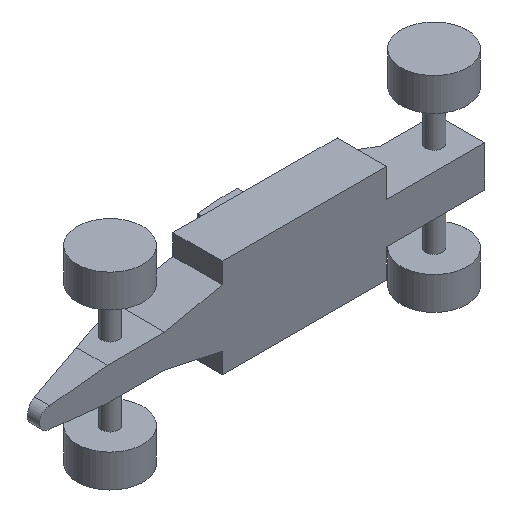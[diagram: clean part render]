
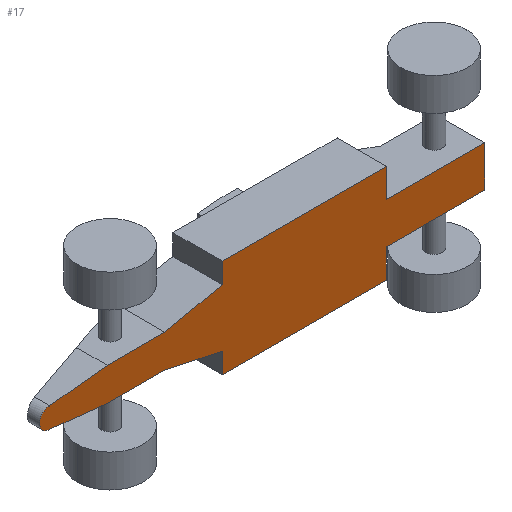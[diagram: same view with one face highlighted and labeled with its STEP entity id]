
A CAD part, isometric view. The second image highlights one B-rep face of the part: STEP entity #17.
In plain terms, the highlighted free-form (B-spline) face has degree [1, 1] with [2, 2] control points.
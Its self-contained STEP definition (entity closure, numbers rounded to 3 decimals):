
#17 = ADVANCED_FACE('',(#18),#135,.F.);
#18 = FACE_BOUND('',#19,.F.);
#19 = EDGE_LOOP('',(#20,#29,#36,#43,#50,#60,#67,#74,#81,#88,#95,#102,
    #109,#116,#123,#130));
#20 = ORIENTED_EDGE('',*,*,#21,.F.);
#21 = EDGE_CURVE('',#22,#24,#26,.T.);
#22 = VERTEX_POINT('',#23);
#23 = CARTESIAN_POINT('',(0.,0.,-186.986));
#24 = VERTEX_POINT('',#25);
#25 = CARTESIAN_POINT('',(0.,0.,-320.548));
#26 = B_SPLINE_CURVE_WITH_KNOTS('',1,(#27,#28),.UNSPECIFIED.,.F.,.F.,(2,
    2),(0.,125.),.PIECEWISE_BEZIER_KNOTS.);
#27 = CARTESIAN_POINT('',(0.,0.,-186.986));
#28 = CARTESIAN_POINT('',(0.,0.,-320.548));
#29 = ORIENTED_EDGE('',*,*,#30,.F.);
#30 = EDGE_CURVE('',#31,#22,#33,.T.);
#31 = VERTEX_POINT('',#32);
#32 = CARTESIAN_POINT('',(-373.972,0.,-106.849));
#33 = B_SPLINE_CURVE_WITH_KNOTS('',1,(#34,#35),.UNSPECIFIED.,.F.,.F.,(2,
    2),(0.,357.946),.PIECEWISE_BEZIER_KNOTS.);
#34 = CARTESIAN_POINT('',(-373.972,0.,-106.849));
#35 = CARTESIAN_POINT('',(0.,0.,-186.986));
#36 = ORIENTED_EDGE('',*,*,#37,.F.);
#37 = EDGE_CURVE('',#38,#31,#40,.T.);
#38 = VERTEX_POINT('',#39);
#39 = CARTESIAN_POINT('',(-747.945,0.,-106.849));
#40 = B_SPLINE_CURVE_WITH_KNOTS('',1,(#41,#42),.UNSPECIFIED.,.F.,.F.,(2,
    2),(0.,350.),.PIECEWISE_BEZIER_KNOTS.);
#41 = CARTESIAN_POINT('',(-747.945,0.,-106.849));
#42 = CARTESIAN_POINT('',(-373.972,0.,-106.849));
#43 = ORIENTED_EDGE('',*,*,#44,.T.);
#44 = EDGE_CURVE('',#38,#45,#47,.T.);
#45 = VERTEX_POINT('',#46);
#46 = CARTESIAN_POINT('',(-1121.917,0.,-66.781));
#47 = B_SPLINE_CURVE_WITH_KNOTS('',1,(#48,#49),.UNSPECIFIED.,.F.,.F.,(2,
    2),(0.,352.003),.PIECEWISE_BEZIER_KNOTS.);
#48 = CARTESIAN_POINT('',(-747.945,0.,-106.849));
#49 = CARTESIAN_POINT('',(-1121.917,0.,-66.781));
#50 = ORIENTED_EDGE('',*,*,#51,.T.);
#51 = EDGE_CURVE('',#45,#52,#54,.T.);
#52 = VERTEX_POINT('',#53);
#53 = CARTESIAN_POINT('',(-1121.917,0.,66.781));
#54 = ( BOUNDED_CURVE() B_SPLINE_CURVE(2,(#55,#56,#57,#58,#59),
.UNSPECIFIED.,.F.,.F.) B_SPLINE_CURVE_WITH_KNOTS((3,2,3),(0.,
1.571,3.142),.PIECEWISE_BEZIER_KNOTS.) CURVE() 
GEOMETRIC_REPRESENTATION_ITEM() RATIONAL_B_SPLINE_CURVE((1.,
0.707,1.,0.707,1.)) REPRESENTATION_ITEM('') );
#55 = CARTESIAN_POINT('',(-1121.917,0.,-66.781));
#56 = CARTESIAN_POINT('',(-1188.698,0.,-66.781));
#57 = CARTESIAN_POINT('',(-1188.698,0.,0.));
#58 = CARTESIAN_POINT('',(-1188.698,0.,66.781));
#59 = CARTESIAN_POINT('',(-1121.917,0.,66.781));
#60 = ORIENTED_EDGE('',*,*,#61,.T.);
#61 = EDGE_CURVE('',#52,#62,#64,.T.);
#62 = VERTEX_POINT('',#63);
#63 = CARTESIAN_POINT('',(-747.945,0.,106.849));
#64 = B_SPLINE_CURVE_WITH_KNOTS('',1,(#65,#66),.UNSPECIFIED.,.F.,.F.,(2,
    2),(0.,352.003),.PIECEWISE_BEZIER_KNOTS.);
#65 = CARTESIAN_POINT('',(-1121.917,0.,66.781));
#66 = CARTESIAN_POINT('',(-747.945,0.,106.849));
#67 = ORIENTED_EDGE('',*,*,#68,.T.);
#68 = EDGE_CURVE('',#62,#69,#71,.T.);
#69 = VERTEX_POINT('',#70);
#70 = CARTESIAN_POINT('',(-373.972,0.,106.849));
#71 = B_SPLINE_CURVE_WITH_KNOTS('',1,(#72,#73),.UNSPECIFIED.,.F.,.F.,(2,
    2),(0.,350.),.PIECEWISE_BEZIER_KNOTS.);
#72 = CARTESIAN_POINT('',(-747.945,0.,106.849));
#73 = CARTESIAN_POINT('',(-373.972,0.,106.849));
#74 = ORIENTED_EDGE('',*,*,#75,.F.);
#75 = EDGE_CURVE('',#76,#69,#78,.T.);
#76 = VERTEX_POINT('',#77);
#77 = CARTESIAN_POINT('',(0.,0.,186.986));
#78 = B_SPLINE_CURVE_WITH_KNOTS('',1,(#79,#80),.UNSPECIFIED.,.F.,.F.,(2,
    2),(0.,357.946),.PIECEWISE_BEZIER_KNOTS.);
#79 = CARTESIAN_POINT('',(0.,0.,186.986));
#80 = CARTESIAN_POINT('',(-373.972,0.,106.849));
#81 = ORIENTED_EDGE('',*,*,#82,.F.);
#82 = EDGE_CURVE('',#83,#76,#85,.T.);
#83 = VERTEX_POINT('',#84);
#84 = CARTESIAN_POINT('',(0.,0.,320.548));
#85 = B_SPLINE_CURVE_WITH_KNOTS('',1,(#86,#87),.UNSPECIFIED.,.F.,.F.,(2,
    2),(0.,125.),.PIECEWISE_BEZIER_KNOTS.);
#86 = CARTESIAN_POINT('',(0.,0.,320.548));
#87 = CARTESIAN_POINT('',(0.,0.,186.986));
#88 = ORIENTED_EDGE('',*,*,#89,.T.);
#89 = EDGE_CURVE('',#83,#90,#92,.T.);
#90 = VERTEX_POINT('',#91);
#91 = CARTESIAN_POINT('',(1068.492,0.,320.548));
#92 = B_SPLINE_CURVE_WITH_KNOTS('',1,(#93,#94),.UNSPECIFIED.,.F.,.F.,(2,
    2),(0.,1000.),.PIECEWISE_BEZIER_KNOTS.);
#93 = CARTESIAN_POINT('',(0.,0.,320.548));
#94 = CARTESIAN_POINT('',(1068.492,0.,320.548));
#95 = ORIENTED_EDGE('',*,*,#96,.T.);
#96 = EDGE_CURVE('',#90,#97,#99,.T.);
#97 = VERTEX_POINT('',#98);
#98 = CARTESIAN_POINT('',(1068.492,0.,133.562));
#99 = B_SPLINE_CURVE_WITH_KNOTS('',1,(#100,#101),.UNSPECIFIED.,.F.,.F.,(
    2,2),(0.,175.),.PIECEWISE_BEZIER_KNOTS.);
#100 = CARTESIAN_POINT('',(1068.492,0.,320.548));
#101 = CARTESIAN_POINT('',(1068.492,0.,133.562));
#102 = ORIENTED_EDGE('',*,*,#103,.T.);
#103 = EDGE_CURVE('',#97,#104,#106,.T.);
#104 = VERTEX_POINT('',#105);
#105 = CARTESIAN_POINT('',(1709.588,0.,133.562));
#106 = B_SPLINE_CURVE_WITH_KNOTS('',1,(#107,#108),.UNSPECIFIED.,.F.,.F.,
  (2,2),(0.,600.),.PIECEWISE_BEZIER_KNOTS.);
#107 = CARTESIAN_POINT('',(1068.492,0.,133.562));
#108 = CARTESIAN_POINT('',(1709.588,0.,133.562));
#109 = ORIENTED_EDGE('',*,*,#110,.T.);
#110 = EDGE_CURVE('',#104,#111,#113,.T.);
#111 = VERTEX_POINT('',#112);
#112 = CARTESIAN_POINT('',(1709.588,0.,-133.562));
#113 = B_SPLINE_CURVE_WITH_KNOTS('',1,(#114,#115),.UNSPECIFIED.,.F.,.F.,
  (2,2),(0.,250.),.PIECEWISE_BEZIER_KNOTS.);
#114 = CARTESIAN_POINT('',(1709.588,0.,133.562));
#115 = CARTESIAN_POINT('',(1709.588,0.,-133.562));
#116 = ORIENTED_EDGE('',*,*,#117,.T.);
#117 = EDGE_CURVE('',#111,#118,#120,.T.);
#118 = VERTEX_POINT('',#119);
#119 = CARTESIAN_POINT('',(1068.492,0.,-133.562));
#120 = B_SPLINE_CURVE_WITH_KNOTS('',1,(#121,#122),.UNSPECIFIED.,.F.,.F.,
  (2,2),(0.,600.),.PIECEWISE_BEZIER_KNOTS.);
#121 = CARTESIAN_POINT('',(1709.588,0.,-133.562));
#122 = CARTESIAN_POINT('',(1068.492,0.,-133.562));
#123 = ORIENTED_EDGE('',*,*,#124,.T.);
#124 = EDGE_CURVE('',#118,#125,#127,.T.);
#125 = VERTEX_POINT('',#126);
#126 = CARTESIAN_POINT('',(1068.492,0.,-320.548));
#127 = B_SPLINE_CURVE_WITH_KNOTS('',1,(#128,#129),.UNSPECIFIED.,.F.,.F.,
  (2,2),(0.,175.),.PIECEWISE_BEZIER_KNOTS.);
#128 = CARTESIAN_POINT('',(1068.492,0.,-133.562));
#129 = CARTESIAN_POINT('',(1068.492,0.,-320.548));
#130 = ORIENTED_EDGE('',*,*,#131,.T.);
#131 = EDGE_CURVE('',#125,#24,#132,.T.);
#132 = B_SPLINE_CURVE_WITH_KNOTS('',1,(#133,#134),.UNSPECIFIED.,.F.,.F.,
  (2,2),(0.,1000.),.PIECEWISE_BEZIER_KNOTS.);
#133 = CARTESIAN_POINT('',(1068.492,0.,-320.548));
#134 = CARTESIAN_POINT('',(0.,0.,-320.548));
#135 = B_SPLINE_SURFACE_WITH_KNOTS('',1,1,(
    (#136,#137)
    ,(#138,#139
    )),.UNSPECIFIED.,.F.,.F.,.F.,(2,2),(2,2),(-1112.5,1600.),(
    -300.,300.),.PIECEWISE_BEZIER_KNOTS.);
#136 = CARTESIAN_POINT('',(-1188.698,0.,320.548));
#137 = CARTESIAN_POINT('',(-1188.698,0.,-320.548));
#138 = CARTESIAN_POINT('',(1709.588,0.,320.548));
#139 = CARTESIAN_POINT('',(1709.588,0.,-320.548));
